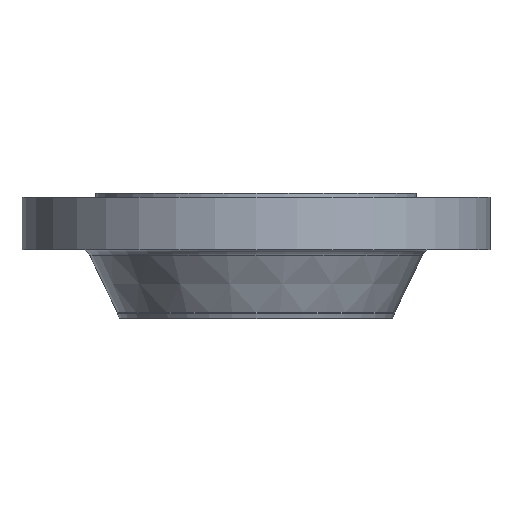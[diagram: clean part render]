
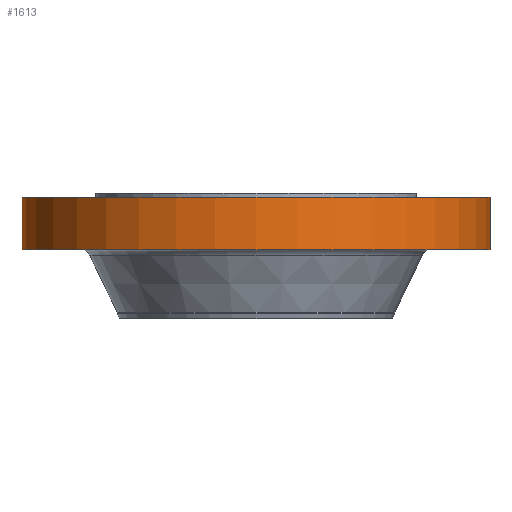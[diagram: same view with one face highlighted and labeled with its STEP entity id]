
A CAD part, front view. The second image highlights one B-rep face of the part: STEP entity #1613.
In plain terms, the highlighted cylindrical face has radius 342.9 mm (diameter 685.8 mm), a partial arc.
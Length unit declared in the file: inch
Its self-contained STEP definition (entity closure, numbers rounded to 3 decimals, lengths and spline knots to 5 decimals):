
#23 = AXIS2_PLACEMENT_3D ( 'NONE', #686, #1299, #1828 ) ;
#285 = CARTESIAN_POINT ( 'NONE',  ( 0., 0., 0. ) ) ;
#318 = DIRECTION ( 'NONE',  ( 0., 0., 1. ) ) ;
#490 = CARTESIAN_POINT ( 'NONE',  ( -13.5, 0., -0.25 ) ) ;
#497 = ORIENTED_EDGE ( 'NONE', *, *, #957, .T. ) ;
#591 = VERTEX_POINT ( 'NONE', #1564 ) ;
#684 = CARTESIAN_POINT ( 'NONE',  ( 13.5, 0., 0. ) ) ;
#686 = CARTESIAN_POINT ( 'NONE',  ( 0., 0., -3.25 ) ) ;
#762 = AXIS2_PLACEMENT_3D ( 'NONE', #1988, #1331, #1787 ) ;
#826 = VERTEX_POINT ( 'NONE', #982 ) ;
#827 = LINE ( 'NONE', #684, #1209 ) ;
#957 = EDGE_CURVE ( 'NONE', #970, #826, #827, .T. ) ;
#970 = VERTEX_POINT ( 'NONE', #972 ) ;
#972 = CARTESIAN_POINT ( 'NONE',  ( 13.5, 0., -3.25 ) ) ;
#982 = CARTESIAN_POINT ( 'NONE',  ( 13.5, 0., -0.25 ) ) ;
#1052 = VECTOR ( 'NONE', #318, 39.37008 ) ;
#1089 = CYLINDRICAL_SURFACE ( 'NONE', #1702, 13.5 ) ;
#1093 = CARTESIAN_POINT ( 'NONE',  ( -13.5, 0., 0. ) ) ;
#1191 = EDGE_LOOP ( 'NONE', ( #1894, #1882, #497, #1864 ) ) ;
#1209 = VECTOR ( 'NONE', #1444, 39.37008 ) ;
#1272 = CIRCLE ( 'NONE', #762, 13.5 ) ;
#1299 = DIRECTION ( 'NONE',  ( 0., 0., 1. ) ) ;
#1331 = DIRECTION ( 'NONE',  ( 0., 0., 1. ) ) ;
#1357 = CIRCLE ( 'NONE', #23, 13.5 ) ;
#1387 = DIRECTION ( 'NONE',  ( 0., 0., 1. ) ) ;
#1414 = LINE ( 'NONE', #1093, #1052 ) ;
#1444 = DIRECTION ( 'NONE',  ( 0., 0., 1. ) ) ;
#1457 = EDGE_CURVE ( 'NONE', #591, #970, #1357, .T. ) ;
#1564 = CARTESIAN_POINT ( 'NONE',  ( -13.5, 0., -3.25 ) ) ;
#1578 = FACE_OUTER_BOUND ( 'NONE', #1191, .T. ) ;
#1588 = VERTEX_POINT ( 'NONE', #490 ) ;
#1613 = ADVANCED_FACE ( 'NONE', ( #1578 ), #1089, .T. ) ;
#1702 = AXIS2_PLACEMENT_3D ( 'NONE', #285, #1387, #1727 ) ;
#1727 = DIRECTION ( 'NONE',  ( 1., 0., 0. ) ) ;
#1787 = DIRECTION ( 'NONE',  ( 1., 0., 0. ) ) ;
#1828 = DIRECTION ( 'NONE',  ( 1., 0., 0. ) ) ;
#1864 = ORIENTED_EDGE ( 'NONE', *, *, #2021, .F. ) ;
#1882 = ORIENTED_EDGE ( 'NONE', *, *, #1457, .T. ) ;
#1894 = ORIENTED_EDGE ( 'NONE', *, *, #1979, .F. ) ;
#1979 = EDGE_CURVE ( 'NONE', #591, #1588, #1414, .T. ) ;
#1988 = CARTESIAN_POINT ( 'NONE',  ( 0., 0., -0.25 ) ) ;
#2021 = EDGE_CURVE ( 'NONE', #1588, #826, #1272, .T. ) ;
